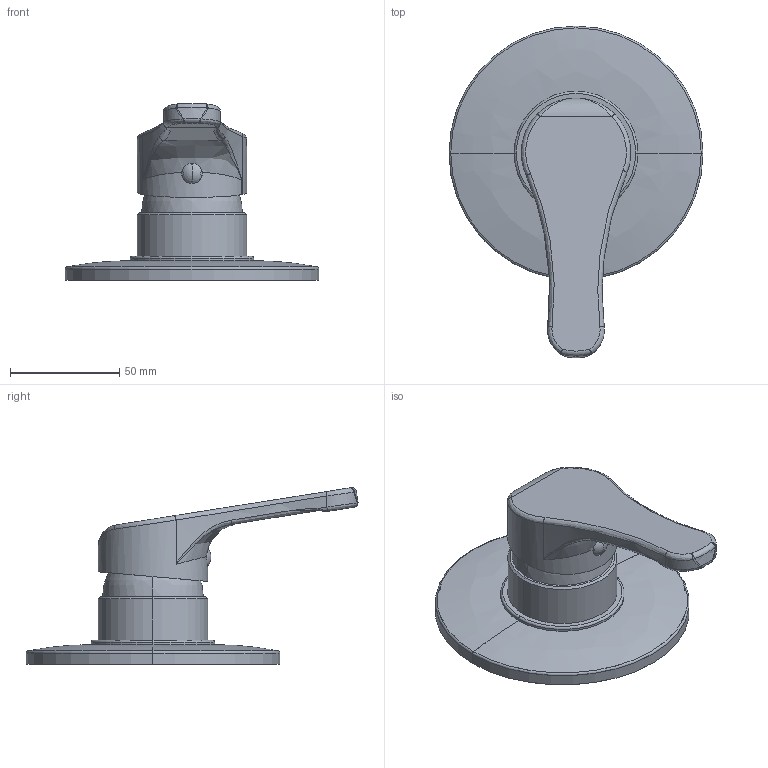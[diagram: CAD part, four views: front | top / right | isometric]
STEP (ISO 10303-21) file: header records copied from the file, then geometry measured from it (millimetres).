
FILE_DESCRIPTION((''),'2;1');
FILE_NAME('NT010CR','2021-11-10T11:21:56',('ut3'),('PAFFONI SpA'),'CREO PARAMETRIC BY PTC INC, 2020044','CREO PARAMETRIC BY PTC INC, 2020044','');
FILE_SCHEMA(('CONFIG_CONTROL_DESIGN','SHAPE_APPEARANCE_LAYERS_GROUPS'));
Length unit declared in the file: millimetre
Products named in the file (1): NT010CR
Bounding box: 116 x 151.65 x 80.74 mm (x, y, z)
Volume: 91294.7 mm3; surface area: 71254.1 mm2
Topology: 1 solids, 1 shells, 907 faces, 2452 edges, 1547 vertices
Faces by surface type: plane 494, cylinder 240, torus 77, bspline 45, cone 38, sphere 13
Entity records: 40996 total; most frequent: CARTESIAN_POINT 12317, ORIENTED_EDGE 4884, DIRECTION 4406, EDGE_CURVE 2442, AXIS2_PLACEMENT_3D 1549, VERTEX_POINT 1547, VECTOR 1308, LINE 1308
